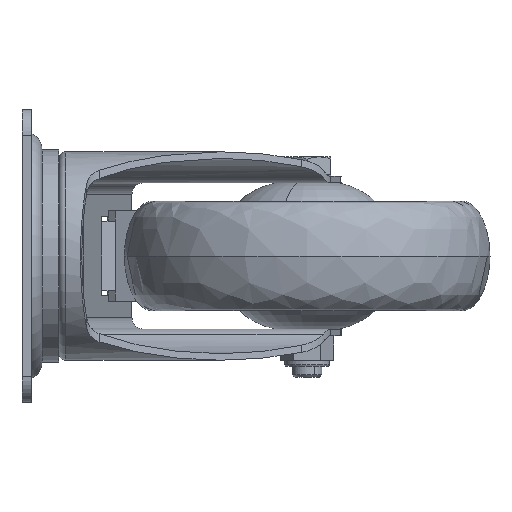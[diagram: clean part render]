
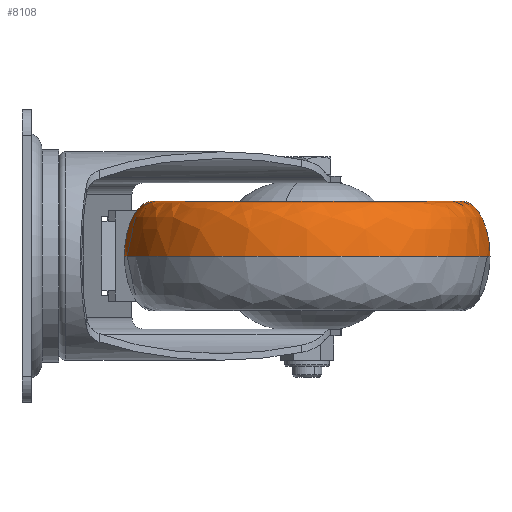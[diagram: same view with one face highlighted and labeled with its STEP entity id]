
A CAD part, left-side view. The second image highlights one B-rep face of the part: STEP entity #8108.
In plain terms, the highlighted free-form (B-spline) face has degree [3, 3] with [4, 4] control points.
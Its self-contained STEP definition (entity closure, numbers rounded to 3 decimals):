
#13 =( BOUNDED_CURVE ( )  B_SPLINE_CURVE ( 3, ( #363, #5942, #3713, #12383 ),
 .UNSPECIFIED., .F., .F. ) 
 B_SPLINE_CURVE_WITH_KNOTS ( ( 4, 4 ),
 ( 0., 1.571 ),
 .UNSPECIFIED. ) 
 CURVE ( )  GEOMETRIC_REPRESENTATION_ITEM ( )  RATIONAL_B_SPLINE_CURVE ( ( 1., 0.805, 0.805, 1. ) ) 
 REPRESENTATION_ITEM ( '' )  );
#75 = CARTESIAN_POINT ( 'NONE',  ( 15.949, 2.41, 15. ) ) ;
#312 = CARTESIAN_POINT ( 'NONE',  ( 15.949, 10.16, 0. ) ) ;
#363 = CARTESIAN_POINT ( 'NONE',  ( 15.949, 2.41, 15. ) ) ;
#556 = CIRCLE ( 'NONE', #14304, 42.25 ) ;
#565 =( BOUNDED_CURVE ( )  B_SPLINE_CURVE ( 3, ( #3691, #9065, #4770, #12297 ),
 .UNSPECIFIED., .F., .F. ) 
 B_SPLINE_CURVE_WITH_KNOTS ( ( 4, 4 ),
 ( 4.712, 6.283 ),
 .UNSPECIFIED. ) 
 CURVE ( )  GEOMETRIC_REPRESENTATION_ITEM ( )  RATIONAL_B_SPLINE_CURVE ( ( 1., 0.805, 0.805, 1. ) ) 
 REPRESENTATION_ITEM ( '' )  );
#1265 = CARTESIAN_POINT ( 'NONE',  ( 15.949, 2.41, 15. ) ) ;
#1719 = VERTEX_POINT ( 'NONE', #7842 ) ;
#2030 = CARTESIAN_POINT ( 'NONE',  ( 15.949, -82.09, 15. ) ) ;
#2291 = CARTESIAN_POINT ( 'NONE',  ( 15.949, 6.95, 15. ) ) ;
#2496 = CARTESIAN_POINT ( 'NONE',  ( 15.949, -89.84, 0. ) ) ;
#2700 = DIRECTION ( 'NONE',  ( 0., 0., -1. ) ) ;
#3691 = CARTESIAN_POINT ( 'NONE',  ( 15.949, -89.84, 0. ) ) ;
#3713 = CARTESIAN_POINT ( 'NONE',  ( 15.949, 10.16, 8.787 ) ) ;
#3924 = ORIENTED_EDGE ( 'NONE', *, *, #12681, .T. ) ;
#4187 = AXIS2_PLACEMENT_3D ( 'NONE', #7683, #4360, #9016 ) ;
#4360 = DIRECTION ( 'NONE',  ( 0., 0., 1. ) ) ;
#4443 = CARTESIAN_POINT ( 'NONE',  ( 15.949, 10.16, 8.787 ) ) ;
#4770 = CARTESIAN_POINT ( 'NONE',  ( 15.949, -86.63, 15. ) ) ;
#4866 = CIRCLE ( 'NONE', #4187, 50. ) ;
#5592 = CARTESIAN_POINT ( 'NONE',  ( 15.949, -82.09, 15. ) ) ;
#5675 = CARTESIAN_POINT ( 'NONE',  ( 15.949, -86.63, 15. ) ) ;
#5747 = CARTESIAN_POINT ( 'NONE',  ( -84.051, -89.84, 8.787 ) ) ;
#5942 = CARTESIAN_POINT ( 'NONE',  ( 15.949, 6.95, 15. ) ) ;
#6524 = ORIENTED_EDGE ( 'NONE', *, *, #13580, .T. ) ;
#6900 = CARTESIAN_POINT ( 'NONE',  ( -84.051, -89.84, 0. ) ) ;
#6962 = ORIENTED_EDGE ( 'NONE', *, *, #9184, .T. ) ;
#7094 = DIRECTION ( 'NONE',  ( -1., 0., 0. ) ) ;
#7529 = CARTESIAN_POINT ( 'NONE',  ( 15.949, 10.16, 0. ) ) ;
#7683 = CARTESIAN_POINT ( 'NONE',  ( 15.949, -39.84, 0. ) ) ;
#7784 = CARTESIAN_POINT ( 'NONE',  ( -77.631, 6.95, 15. ) ) ;
#7842 = CARTESIAN_POINT ( 'NONE',  ( 15.949, -89.84, 0. ) ) ;
#7916 = EDGE_LOOP ( 'NONE', ( #3924, #6962, #6524, #11775 ) ) ;
#8007 = CARTESIAN_POINT ( 'NONE',  ( -84.051, 10.16, 8.787 ) ) ;
#8079 = CARTESIAN_POINT ( 'NONE',  ( -68.551, -82.09, 15. ) ) ;
#8108 = ADVANCED_FACE ( 'NONE', ( #8880 ), #12480, .F. ) ;
#8353 = VERTEX_POINT ( 'NONE', #2030 ) ;
#8849 = EDGE_CURVE ( 'NONE', #11013, #12900, #13, .T. ) ;
#8880 = FACE_OUTER_BOUND ( 'NONE', #7916, .T. ) ;
#9016 = DIRECTION ( 'NONE',  ( 1., 0., 0. ) ) ;
#9065 = CARTESIAN_POINT ( 'NONE',  ( 15.949, -89.84, 8.787 ) ) ;
#9184 = EDGE_CURVE ( 'NONE', #1719, #8353, #565, .T. ) ;
#11013 = VERTEX_POINT ( 'NONE', #75 ) ;
#11242 = CARTESIAN_POINT ( 'NONE',  ( -68.551, 2.41, 15. ) ) ;
#11397 = CARTESIAN_POINT ( 'NONE',  ( -84.051, 10.16, 0. ) ) ;
#11775 = ORIENTED_EDGE ( 'NONE', *, *, #8849, .T. ) ;
#12297 = CARTESIAN_POINT ( 'NONE',  ( 15.949, -82.09, 15. ) ) ;
#12383 = CARTESIAN_POINT ( 'NONE',  ( 15.949, 10.16, 0. ) ) ;
#12480 =( BOUNDED_SURFACE ( )  B_SPLINE_SURFACE ( 3, 3, ( 
 ( #5592, #8079, #11242, #1265 ),
 ( #5675, #12559, #7784, #2291 ),
 ( #13518, #5747, #8007, #4443 ),
 ( #2496, #6900, #11397, #312 ) ),
 .UNSPECIFIED., .F., .F., .F. ) 
 B_SPLINE_SURFACE_WITH_KNOTS ( ( 4, 4 ),
 ( 4, 4 ),
 ( 0., 1. ),
 ( 0., 1. ),
 .UNSPECIFIED. ) 
 GEOMETRIC_REPRESENTATION_ITEM ( )  RATIONAL_B_SPLINE_SURFACE ( (
 ( 1., 0.333, 0.333, 1.),
 ( 0.805, 0.268, 0.268, 0.805),
 ( 0.805, 0.268, 0.268, 0.805),
 ( 1., 0.333, 0.333, 1.) ) ) 
 REPRESENTATION_ITEM ( '' )  SURFACE ( )  );
#12559 = CARTESIAN_POINT ( 'NONE',  ( -77.631, -86.63, 15. ) ) ;
#12681 = EDGE_CURVE ( 'NONE', #12900, #1719, #4866, .T. ) ;
#12900 = VERTEX_POINT ( 'NONE', #7529 ) ;
#13518 = CARTESIAN_POINT ( 'NONE',  ( 15.949, -89.84, 8.787 ) ) ;
#13580 = EDGE_CURVE ( 'NONE', #8353, #11013, #556, .T. ) ;
#13795 = CARTESIAN_POINT ( 'NONE',  ( 15.949, -39.84, 15. ) ) ;
#14304 = AXIS2_PLACEMENT_3D ( 'NONE', #13795, #2700, #7094 ) ;
